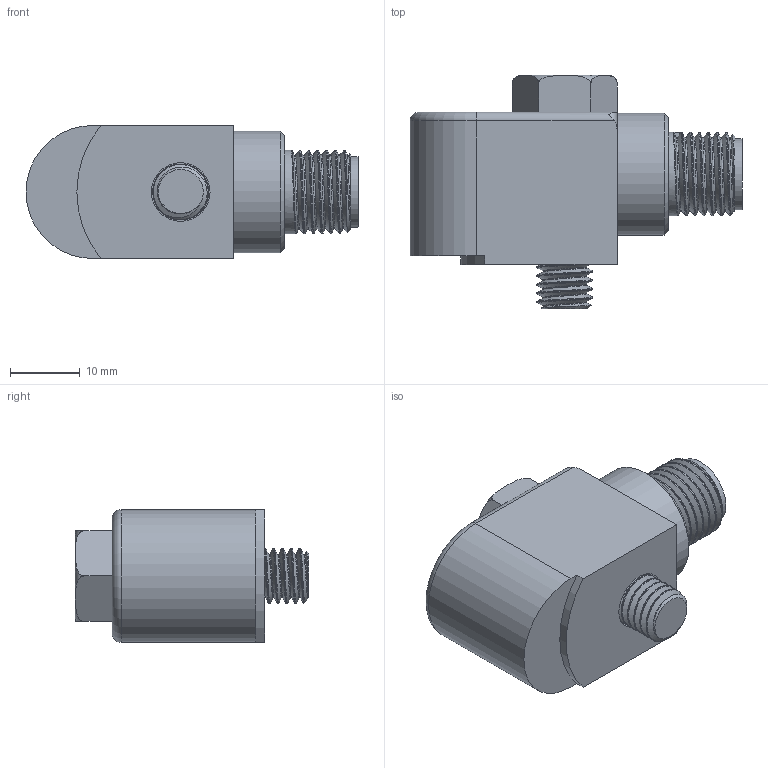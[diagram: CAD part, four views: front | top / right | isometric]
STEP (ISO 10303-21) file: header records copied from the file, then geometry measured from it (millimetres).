
FILE_DESCRIPTION(/* description */ (''),/* implementation_level */ '2;1');
FILE_NAME(/* name */ 'MASTER_MEDIUM_SIDE-EXIT_M12.stp',/* time_stamp */ '2023-11-14T14:11:07-05:00',/* author */ ('cthayer'),/* organization */ ('CONNECTION TECHNOLOGY CENTER'),/* preprocessor_version */ 'ST-DEVELOPER v19',/* originating_system */ 'Autodesk Inventor 2023',/* authorisation */ '');
FILE_SCHEMA (('AUTOMOTIVE_DESIGN { 1 0 10303 214 3 1 1 }'));
Length unit declared in the file: inch
Products named in the file (1): AC198-M12A
Bounding box: 47.57 x 33.5 x 19.05 mm (x, y, z)
Volume: 14248 mm3; surface area: 5739.6 mm2
Topology: 2 solids, 2 shells, 84 faces, 203 edges, 134 vertices
Faces by surface type: plane 30, cylinder 29, bspline 15, cone 6, torus 4
Full cylindrical faces by diameter (mm): 1.016 x4, 6.274 x1, 6.655 x1, 8 x7, 8.407 x1, 10.16 x1, 11.963 x1, 17.475 x1
Entity records: 8790 total; most frequent: CARTESIAN_POINT 6690, ORIENTED_EDGE 406, DIRECTION 361, EDGE_CURVE 203, AXIS2_PLACEMENT_3D 148, VERTEX_POINT 134, EDGE_LOOP 95, STYLED_ITEM 86
